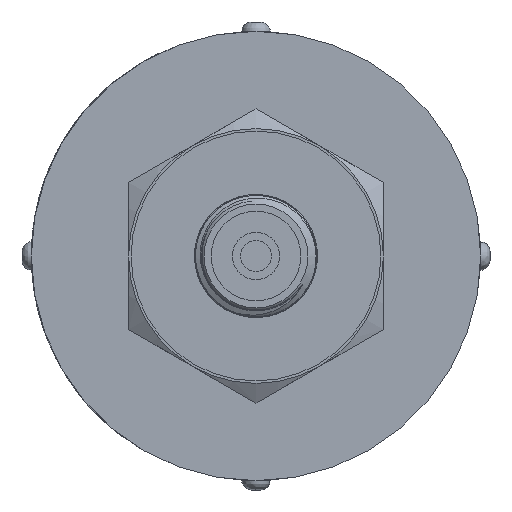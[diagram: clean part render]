
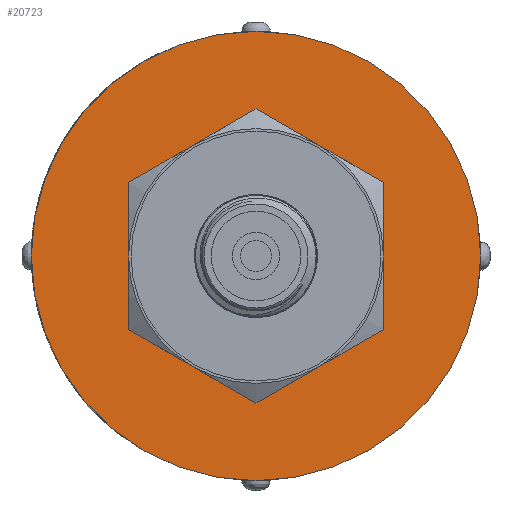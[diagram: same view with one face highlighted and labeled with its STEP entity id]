
A CAD part, left-side view. The second image highlights one B-rep face of the part: STEP entity #20723.
In plain terms, the highlighted face is planar.
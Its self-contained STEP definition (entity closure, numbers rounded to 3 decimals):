
#161=FACE_BOUND('',#2614,.T.);
#895=PLANE('',#22100);
#1394=FACE_OUTER_BOUND('',#2613,.T.);
#2613=EDGE_LOOP('',(#14553));
#2614=EDGE_LOOP('',(#14554));
#3860=CIRCLE('',#22099,13.25);
#3861=CIRCLE('',#22101,23.813);
#8665=VERTEX_POINT('',#35186);
#8666=VERTEX_POINT('',#35190);
#10950=EDGE_CURVE('',#8665,#8665,#3860,.T.);
#10951=EDGE_CURVE('',#8666,#8666,#3861,.T.);
#14553=ORIENTED_EDGE('',*,*,#10951,.F.);
#14554=ORIENTED_EDGE('',*,*,#10950,.T.);
#20723=ADVANCED_FACE('',(#1394,#161),#895,.T.);
#22099=AXIS2_PLACEMENT_3D('',#35188,#23561,#23562);
#22100=AXIS2_PLACEMENT_3D('',#35189,#23563,#23564);
#22101=AXIS2_PLACEMENT_3D('',#35191,#23565,#23566);
#23561=DIRECTION('center_axis',(-1.,0.,0.));
#23562=DIRECTION('ref_axis',(0.,0.,
1.));
#23563=DIRECTION('center_axis',(1.,0.,0.));
#23564=DIRECTION('ref_axis',(0.,0.,
-1.));
#23565=DIRECTION('center_axis',(-1.,0.,0.));
#23566=DIRECTION('ref_axis',(0.,0.,
1.));
#35186=CARTESIAN_POINT('',(34.,-13.25,0.));
#35188=CARTESIAN_POINT('Origin',(34.,0.,0.));
#35189=CARTESIAN_POINT('Origin',(34.,23.813,0.));
#35190=CARTESIAN_POINT('',(34.,-23.813,0.));
#35191=CARTESIAN_POINT('Origin',(34.,0.,0.));
